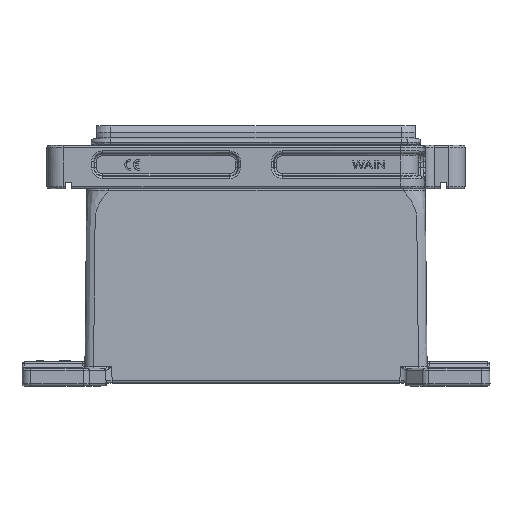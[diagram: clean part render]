
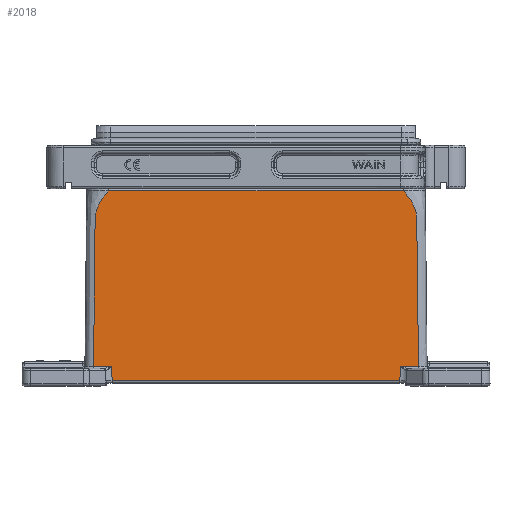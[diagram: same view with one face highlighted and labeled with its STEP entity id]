
A CAD part, top view. The second image highlights one B-rep face of the part: STEP entity #2018.
In plain terms, the highlighted planar face has unit normal (0, 0.011, 1).
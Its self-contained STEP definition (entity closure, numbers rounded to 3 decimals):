
#2018=ADVANCED_FACE('NONE',(#3795),#3012,.T.);
#3012=PLANE('',#22206);
#3795=FACE_OUTER_BOUND('',#5047,.T.);
#5047=EDGE_LOOP('',(#9363,#9364,#9365,#9366,#9367,#9368,#9369,#9370));
#6349=B_SPLINE_CURVE_WITH_KNOTS('',3,(#35916,#35917,#35918,#35919,#35920,
#35921,#35922,#35923,#35924,#35925,#35926,#35927,#35928,#35929,#35930,#35931,
#35932,#35933,#35934,#35935,#35936,#35937,#35938,#35939,#35940,#35941,#35942,
#35943,#35944,#35945,#35946,#35947,#35948,#35949,#35950,#35951,#35952,#35953,
#35954,#35955,#35956,#35957,#35958,#35959,#35960,#35961,#35962,#35963,#35964,
#35965,#35966,#35967,#35968,#35969,#35970,#35971,#35972,#35973,#35974,#35975,
#35976),.UNSPECIFIED.,.F.,.F.,(4,1,1,1,1,1,1,1,2,2,2,2,1,1,1,1,1,2,2,2,
2,1,1,1,2,2,2,2,2,2,2,2,2,2,2,2,2,4),(0.,0.25,0.375,
0.437,0.469,0.484,0.492,
0.496,0.498,0.5,0.625,
0.687,0.719,0.734,0.742,
0.746,0.748,0.749,0.75,
0.781,0.797,0.805,0.809,
0.811,0.812,0.812,0.844,
0.852,0.855,0.859,0.867,
0.871,0.875,0.906,0.922,
0.93,0.937,1.),.UNSPECIFIED.);
#6368=B_SPLINE_CURVE_WITH_KNOTS('',3,(#36807,#36808,#36809,#36810),
 .UNSPECIFIED.,.F.,.F.,(4,4),(0.,1.),.UNSPECIFIED.);
#6369=B_SPLINE_CURVE_WITH_KNOTS('',3,(#36815,#36816,#36817,#36818,#36819,
#36820,#36821),.UNSPECIFIED.,.F.,.F.,(4,3,4),(0.,0.01,1.),
 .UNSPECIFIED.);
#6370=B_SPLINE_CURVE_WITH_KNOTS('',3,(#36825,#36826,#36827,#36828,#36829,
#36830,#36831,#36832,#36833,#36834,#36835,#36836),.UNSPECIFIED.,.F.,.F.,
(4,2,2,2,2,4),(0.,0.125,0.188,0.25,0.5,
1.),.UNSPECIFIED.);
#6371=B_SPLINE_CURVE_WITH_KNOTS('',3,(#36837,#36838,#36839,#36840),
 .UNSPECIFIED.,.F.,.F.,(4,4),(0.,1.),.UNSPECIFIED.);
#9363=ORIENTED_EDGE('',*,*,#16906,.T.);
#9364=ORIENTED_EDGE('',*,*,#16907,.F.);
#9365=ORIENTED_EDGE('',*,*,#16908,.T.);
#9366=ORIENTED_EDGE('',*,*,#16909,.T.);
#9367=ORIENTED_EDGE('',*,*,#16910,.F.);
#9368=ORIENTED_EDGE('',*,*,#16872,.F.);
#9369=ORIENTED_EDGE('',*,*,#16874,.F.);
#9370=ORIENTED_EDGE('',*,*,#16911,.T.);
#14496=VERTEX_POINT('',#35561);
#14505=VERTEX_POINT('',#35907);
#14506=VERTEX_POINT('',#35915);
#14525=VERTEX_POINT('',#36811);
#14526=VERTEX_POINT('',#36812);
#14527=VERTEX_POINT('',#36814);
#14528=VERTEX_POINT('',#36822);
#14529=VERTEX_POINT('',#36824);
#16872=EDGE_CURVE('NONE',#14496,#14505,#19324,.T.);
#16874=EDGE_CURVE('NONE',#14506,#14496,#6349,.T.);
#16906=EDGE_CURVE('NONE',#14525,#14526,#6368,.T.);
#16907=EDGE_CURVE('NONE',#14527,#14526,#19335,.T.);
#16908=EDGE_CURVE('NONE',#14527,#14528,#6369,.T.);
#16909=EDGE_CURVE('NONE',#14528,#14529,#19336,.T.);
#16910=EDGE_CURVE('NONE',#14505,#14529,#6370,.T.);
#16911=EDGE_CURVE('NONE',#14506,#14525,#6371,.T.);
#19324=LINE('',#35908,#20726);
#19335=LINE('',#36813,#20737);
#19336=LINE('',#36823,#20738);
#20726=VECTOR('',#25029,1.);
#20737=VECTOR('',#25062,1.);
#20738=VECTOR('',#25063,1.);
#22206=AXIS2_PLACEMENT_3D('',#36841,#25064,#25065);
#25029=DIRECTION('',(1.,0.,0.));
#25062=DIRECTION('',(-1.,0.,0.));
#25063=DIRECTION('',(1.,0.,0.));
#25064=DIRECTION('',(0.,0.01,1.));
#25065=DIRECTION('',(0.,-1.,0.01));
#35561=CARTESIAN_POINT('',(40.023,90.011,-10.972));
#35907=CARTESIAN_POINT('',(175.942,90.011,-10.972));
#35908=CARTESIAN_POINT('',(32.63,90.011,-10.972));
#35915=CARTESIAN_POINT('',(33.024,8.99,-10.124));
#35916=CARTESIAN_POINT('',(33.024,8.99,-10.124));
#35917=CARTESIAN_POINT('',(33.095,15.762,-10.195));
#35918=CARTESIAN_POINT('',(33.201,25.921,-10.301));
#35919=CARTESIAN_POINT('',(33.325,37.773,-10.425));
#35920=CARTESIAN_POINT('',(33.387,43.699,-10.487));
#35921=CARTESIAN_POINT('',(33.418,46.662,-10.518));
#35922=CARTESIAN_POINT('',(33.434,48.144,-10.534));
#35923=CARTESIAN_POINT('',(33.441,48.884,-10.542));
#35924=CARTESIAN_POINT('',(33.445,49.255,-10.545));
#35925=CARTESIAN_POINT('',(33.447,49.413,-10.547));
#35926=CARTESIAN_POINT('',(33.448,49.519,-10.548));
#35927=CARTESIAN_POINT('',(33.448,49.523,-10.548));
#35928=CARTESIAN_POINT('',(33.518,56.17,-10.618));
#35929=CARTESIAN_POINT('',(33.57,61.135,-10.67));
#35930=CARTESIAN_POINT('',(33.623,66.215,-10.723));
#35931=CARTESIAN_POINT('',(33.636,67.513,-10.737));
#35932=CARTESIAN_POINT('',(33.651,68.868,-10.751));
#35933=CARTESIAN_POINT('',(33.656,69.398,-10.756));
#35934=CARTESIAN_POINT('',(33.66,69.757,-10.76));
#35935=CARTESIAN_POINT('',(33.661,69.871,-10.761));
#35936=CARTESIAN_POINT('',(33.662,69.912,-10.762));
#35937=CARTESIAN_POINT('',(33.662,69.929,-10.762));
#35938=CARTESIAN_POINT('',(33.662,69.935,-10.762));
#35939=CARTESIAN_POINT('',(33.662,69.939,-10.762));
#35940=CARTESIAN_POINT('',(33.661,69.89,-10.762));
#35941=CARTESIAN_POINT('',(33.679,71.622,-10.78));
#35942=CARTESIAN_POINT('',(33.693,72.886,-10.793));
#35943=CARTESIAN_POINT('',(33.706,74.155,-10.806));
#35944=CARTESIAN_POINT('',(33.709,74.475,-10.81));
#35945=CARTESIAN_POINT('',(33.713,74.797,-10.813));
#35946=CARTESIAN_POINT('',(33.714,74.919,-10.814));
#35947=CARTESIAN_POINT('',(33.715,74.993,-10.815));
#35948=CARTESIAN_POINT('',(33.715,75.013,-10.815));
#35949=CARTESIAN_POINT('',(33.715,75.018,-10.815));
#35950=CARTESIAN_POINT('',(33.715,75.021,-10.815));
#35951=CARTESIAN_POINT('',(33.715,74.984,-10.815));
#35952=CARTESIAN_POINT('',(33.727,76.251,-10.828));
#35953=CARTESIAN_POINT('',(33.746,77.193,-10.838));
#35954=CARTESIAN_POINT('',(33.804,78.011,-10.847));
#35955=CARTESIAN_POINT('',(33.816,78.156,-10.848));
#35956=CARTESIAN_POINT('',(33.835,78.347,-10.85));
#35957=CARTESIAN_POINT('',(33.841,78.405,-10.851));
#35958=CARTESIAN_POINT('',(33.867,78.619,-10.853));
#35959=CARTESIAN_POINT('',(33.881,78.726,-10.854));
#35960=CARTESIAN_POINT('',(33.927,79.044,-10.858));
#35961=CARTESIAN_POINT('',(33.963,79.255,-10.86));
#35962=CARTESIAN_POINT('',(34.023,79.569,-10.863));
#35963=CARTESIAN_POINT('',(34.045,79.673,-10.865));
#35964=CARTESIAN_POINT('',(34.089,79.881,-10.867));
#35965=CARTESIAN_POINT('',(34.125,80.033,-10.869));
#35966=CARTESIAN_POINT('',(34.24,80.513,-10.874));
#35967=CARTESIAN_POINT('',(34.423,81.168,-10.881));
#35968=CARTESIAN_POINT('',(34.905,82.445,-10.896));
#35969=CARTESIAN_POINT('',(35.1,82.918,-10.901));
#35970=CARTESIAN_POINT('',(35.463,83.69,-10.909));
#35971=CARTESIAN_POINT('',(35.595,83.957,-10.912));
#35972=CARTESIAN_POINT('',(35.887,84.508,-10.919));
#35973=CARTESIAN_POINT('',(36.066,84.827,-10.923));
#35974=CARTESIAN_POINT('',(37.438,87.132,-10.952));
#35975=CARTESIAN_POINT('',(38.798,88.712,-10.965));
#35976=CARTESIAN_POINT('',(40.022,90.011,-10.972));
#36807=CARTESIAN_POINT('',(41.459,8.99,-10.124));
#36808=CARTESIAN_POINT('',(41.49,6.763,-10.1));
#36809=CARTESIAN_POINT('',(41.522,4.537,-10.077));
#36810=CARTESIAN_POINT('',(41.554,2.311,-10.054));
#36811=CARTESIAN_POINT('',(41.459,8.99,-10.124));
#36812=CARTESIAN_POINT('',(41.554,2.311,-10.053));
#36813=CARTESIAN_POINT('',(38.439,2.311,-10.054));
#36814=CARTESIAN_POINT('',(174.411,2.311,-10.053));
#36815=CARTESIAN_POINT('',(174.41,2.244,-10.053));
#36816=CARTESIAN_POINT('',(174.411,2.266,-10.053));
#36817=CARTESIAN_POINT('',(174.411,2.288,-10.054));
#36818=CARTESIAN_POINT('',(174.411,2.311,-10.054));
#36819=CARTESIAN_POINT('',(174.443,4.537,-10.077));
#36820=CARTESIAN_POINT('',(174.475,6.763,-10.1));
#36821=CARTESIAN_POINT('',(174.507,8.989,-10.124));
#36822=CARTESIAN_POINT('',(174.507,8.989,-10.124));
#36823=CARTESIAN_POINT('',(25.911,8.99,-10.124));
#36824=CARTESIAN_POINT('',(182.942,8.99,-10.124));
#36825=CARTESIAN_POINT('',(175.942,90.011,-10.972));
#36826=CARTESIAN_POINT('',(178.167,87.668,-10.948));
#36827=CARTESIAN_POINT('',(180.187,84.959,-10.919));
#36828=CARTESIAN_POINT('',(181.906,80.139,-10.869));
#36829=CARTESIAN_POINT('',(182.21,78.41,-10.851));
#36830=CARTESIAN_POINT('',(182.259,74.939,-10.814));
#36831=CARTESIAN_POINT('',(182.269,73.203,-10.796));
#36832=CARTESIAN_POINT('',(182.361,64.526,-10.705));
#36833=CARTESIAN_POINT('',(182.432,57.584,-10.633));
#36834=CARTESIAN_POINT('',(182.651,36.758,-10.415));
#36835=CARTESIAN_POINT('',(182.796,22.874,-10.269));
#36836=CARTESIAN_POINT('',(182.942,8.99,-10.124));
#36837=CARTESIAN_POINT('',(33.024,8.99,-10.124));
#36838=CARTESIAN_POINT('',(35.835,8.99,-10.124));
#36839=CARTESIAN_POINT('',(38.647,8.99,-10.124));
#36840=CARTESIAN_POINT('',(41.459,8.99,-10.124));
#36841=CARTESIAN_POINT('',(25.911,91.,-10.983));
